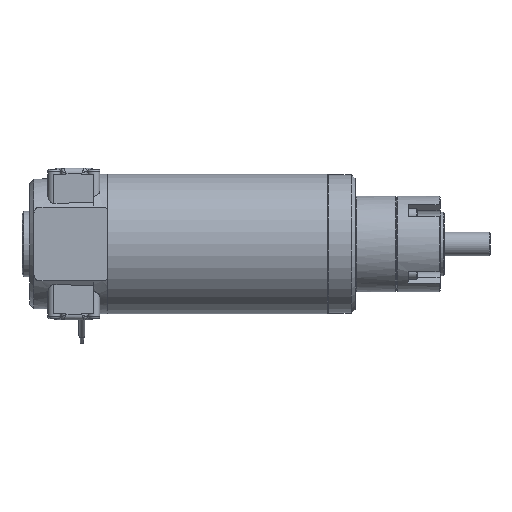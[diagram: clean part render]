
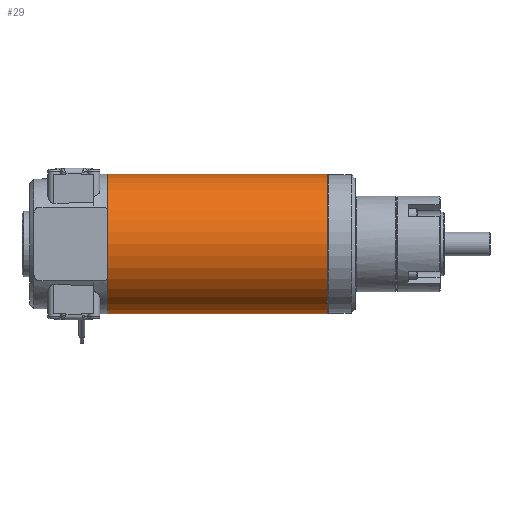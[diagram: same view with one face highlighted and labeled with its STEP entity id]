
A CAD part, front view. The second image highlights one B-rep face of the part: STEP entity #29.
In plain terms, the highlighted cylindrical face has radius 35 mm (diameter 70 mm), a full revolution.
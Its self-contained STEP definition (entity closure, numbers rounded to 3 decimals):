
#29 = ADVANCED_FACE ( 'Defeature ausgef�hrt8_2', ( #4202, #4205 ), #4230, .T. ) ;
#1779 = EDGE_LOOP ( 'NONE', ( #6481 ) ) ;
#3536 = CIRCLE ( 'NONE', #3558, 35. ) ;
#3558 = AXIS2_PLACEMENT_3D ( 'NONE', #12022, #12003, #11983 ) ;
#3862 = ORIENTED_EDGE ( 'NONE', *, *, #4096, .F. ) ;
#4096 = EDGE_CURVE ( 'NONE', #6672, #6672, #10028, .T. ) ;
#4202 = FACE_OUTER_BOUND ( 'NONE', #13561, .T. ) ;
#4205 = FACE_OUTER_BOUND ( 'NONE', #1779, .T. ) ;
#4230 = CYLINDRICAL_SURFACE ( 'NONE', #16225, 35. ) ;
#4234 = CARTESIAN_POINT ( 'NONE',  ( 108., 0., 0. ) ) ;
#4249 = DIRECTION ( 'NONE',  ( -1., 0., 0. ) ) ;
#4255 = DIRECTION ( 'NONE',  ( 0., 0., -1. ) ) ;
#6481 = ORIENTED_EDGE ( 'NONE', *, *, #8675, .F. ) ;
#6672 = VERTEX_POINT ( 'NONE', #11823 ) ;
#8432 = VERTEX_POINT ( 'NONE', #13459 ) ;
#8675 = EDGE_CURVE ( 'NONE', #8432, #8432, #3536, .T. ) ;
#9999 = AXIS2_PLACEMENT_3D ( 'NONE', #11770, #11766, #11745 ) ;
#10028 = CIRCLE ( 'NONE', #9999, 35. ) ;
#11745 = DIRECTION ( 'NONE',  ( 0., 0., 1. ) ) ;
#11766 = DIRECTION ( 'NONE',  ( 1., 0., 0. ) ) ;
#11770 = CARTESIAN_POINT ( 'NONE',  ( 108., 0., 0. ) ) ;
#11823 = CARTESIAN_POINT ( 'NONE',  ( 108., 0., 35. ) ) ;
#11983 = DIRECTION ( 'NONE',  ( 0., 0., 1. ) ) ;
#12003 = DIRECTION ( 'NONE',  ( -1., 0., 0. ) ) ;
#12022 = CARTESIAN_POINT ( 'NONE',  ( -1.999, 0., 0. ) ) ;
#13459 = CARTESIAN_POINT ( 'NONE',  ( -1.999, 0., 35. ) ) ;
#13561 = EDGE_LOOP ( 'NONE', ( #3862 ) ) ;
#16225 = AXIS2_PLACEMENT_3D ( 'NONE', #4234, #4249, #4255 ) ;
